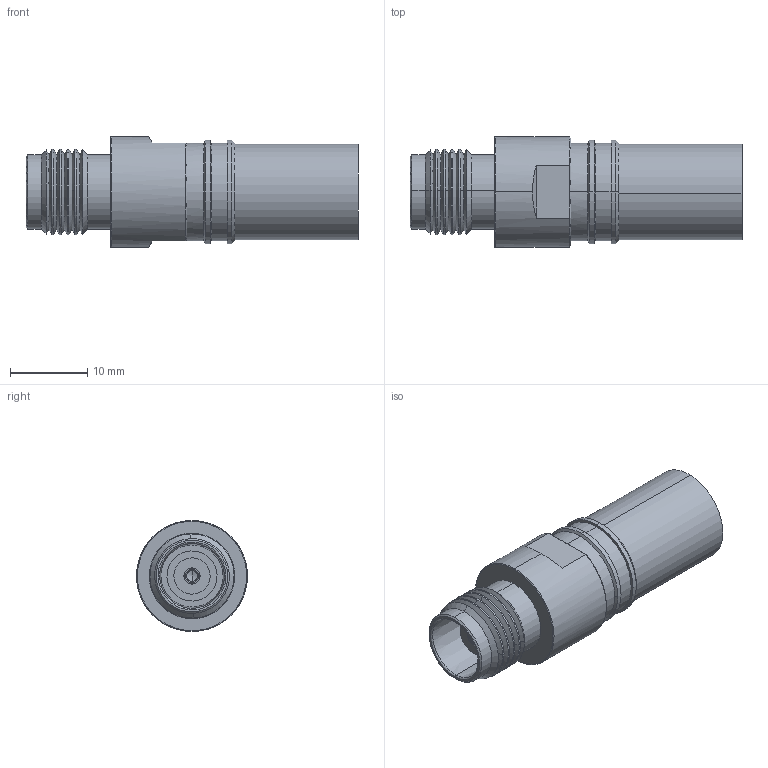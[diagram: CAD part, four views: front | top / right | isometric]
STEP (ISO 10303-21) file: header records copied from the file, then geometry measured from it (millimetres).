
FILE_DESCRIPTION (( 'STEP AP203' ), '1' );
FILE_NAME ('3190-6377(EZ-400-TF-PL-X).STEP', '2020-09-22T06:34:24', ( '' ), ( '' ), 'SwSTEP 2.0', 'SolidWorks 2017', '' );
FILE_SCHEMA (( 'CONFIG_CONTROL_DESIGN' ));
Length unit declared in the file: millimetre
Products named in the file (1): 3190-6377(EZ-400-TF-PL-X)
Bounding box: 43.1 x 14.4 x 14.4 mm (x, y, z)
Volume: 3792.5 mm3; surface area: 3701.7 mm2
Topology: 1 solids, 1 shells, 135 faces, 318 edges, 193 vertices
Faces by surface type: cone 50, cylinder 40, plane 37, bspline 8
Entity records: 4053 total; most frequent: CARTESIAN_POINT 885, DIRECTION 686, ORIENTED_EDGE 632, EDGE_CURVE 316, AXIS2_PLACEMENT_3D 278, VERTEX_POINT 193, CIRCLE 150, EDGE_LOOP 145
